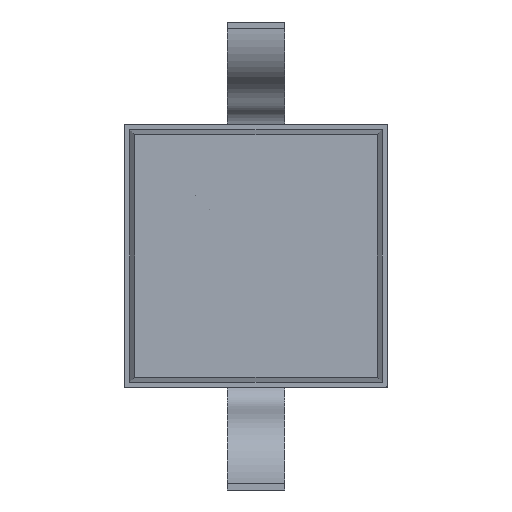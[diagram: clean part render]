
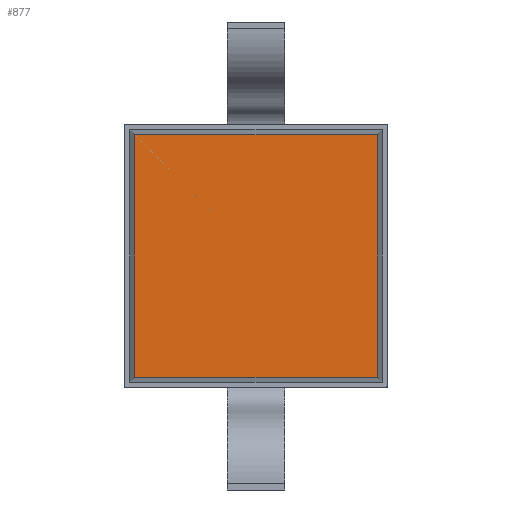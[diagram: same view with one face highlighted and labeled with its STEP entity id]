
A CAD part, front view. The second image highlights one B-rep face of the part: STEP entity #877.
In plain terms, the highlighted planar face has unit normal (0, -1, 0).
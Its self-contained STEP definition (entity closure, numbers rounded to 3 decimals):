
#17 = CARTESIAN_POINT ( 'NONE',  ( -1.058, -0.8, 1.058 ) ) ;
#62 = LINE ( 'NONE', #349, #845 ) ;
#135 = DIRECTION ( 'NONE',  ( 0., -1., 0. ) ) ;
#165 = LINE ( 'NONE', #822, #293 ) ;
#192 = VECTOR ( 'NONE', #1130, 1000. ) ;
#248 = CARTESIAN_POINT ( 'NONE',  ( 1.058, -0.8, -1.058 ) ) ;
#285 = VERTEX_POINT ( 'NONE', #1109 ) ;
#293 = VECTOR ( 'NONE', #336, 1000. ) ;
#313 = DIRECTION ( 'NONE',  ( 0., 0., -1. ) ) ;
#336 = DIRECTION ( 'NONE',  ( 0., 0., 1. ) ) ;
#349 = CARTESIAN_POINT ( 'NONE',  ( -1.1, -0.8, -1.058 ) ) ;
#450 = DIRECTION ( 'NONE',  ( 1., 0., 0. ) ) ;
#517 = ORIENTED_EDGE ( 'NONE', *, *, #630, .T. ) ;
#530 = VERTEX_POINT ( 'NONE', #17 ) ;
#559 = ORIENTED_EDGE ( 'NONE', *, *, #1182, .T. ) ;
#594 = PLANE ( 'NONE',  #898 ) ;
#620 = VERTEX_POINT ( 'NONE', #248 ) ;
#630 = EDGE_CURVE ( 'NONE', #285, #530, #742, .T. ) ;
#634 = ORIENTED_EDGE ( 'NONE', *, *, #1262, .T. ) ;
#650 = CARTESIAN_POINT ( 'NONE',  ( -1.058, -0.8, 1.1 ) ) ;
#666 = ORIENTED_EDGE ( 'NONE', *, *, #1245, .T. ) ;
#724 = LINE ( 'NONE', #650, #1236 ) ;
#742 = LINE ( 'NONE', #849, #192 ) ;
#797 = CARTESIAN_POINT ( 'NONE',  ( -1.058, -0.8, -1.058 ) ) ;
#799 = EDGE_LOOP ( 'NONE', ( #634, #517, #559, #666 ) ) ;
#822 = CARTESIAN_POINT ( 'NONE',  ( 1.058, -0.8, 1.1 ) ) ;
#845 = VECTOR ( 'NONE', #450, 1000. ) ;
#849 = CARTESIAN_POINT ( 'NONE',  ( -1.1, -0.8, 1.058 ) ) ;
#853 = VERTEX_POINT ( 'NONE', #797 ) ;
#877 = ADVANCED_FACE ( 'NONE', ( #1098 ), #594, .T. ) ;
#898 = AXIS2_PLACEMENT_3D ( 'NONE', #982, #135, #313 ) ;
#982 = CARTESIAN_POINT ( 'NONE',  ( 0., -0.8, 0. ) ) ;
#1011 = DIRECTION ( 'NONE',  ( 0., 0., -1. ) ) ;
#1098 = FACE_OUTER_BOUND ( 'NONE', #799, .T. ) ;
#1109 = CARTESIAN_POINT ( 'NONE',  ( 1.058, -0.8, 1.058 ) ) ;
#1130 = DIRECTION ( 'NONE',  ( -1., 0., 0. ) ) ;
#1182 = EDGE_CURVE ( 'NONE', #530, #853, #724, .T. ) ;
#1236 = VECTOR ( 'NONE', #1011, 1000. ) ;
#1245 = EDGE_CURVE ( 'NONE', #853, #620, #62, .T. ) ;
#1262 = EDGE_CURVE ( 'NONE', #620, #285, #165, .T. ) ;
